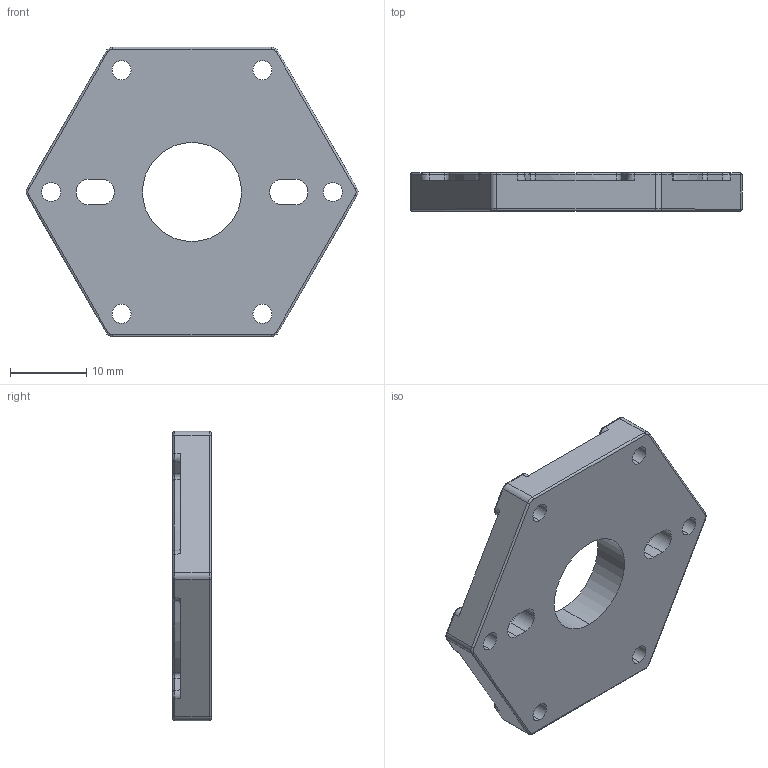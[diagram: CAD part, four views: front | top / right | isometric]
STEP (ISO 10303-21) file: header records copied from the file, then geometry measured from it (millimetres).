
FILE_DESCRIPTION (( 'STEP AP203' ), '1' );
FILE_NAME ('REV-41-1607.STEP', '2019-08-05T21:57:31', ( '' ), ( '' ), 'SwSTEP 2.0', 'SolidWorks 2018', '' );
FILE_SCHEMA (( 'CONFIG_CONTROL_DESIGN' ));
Length unit declared in the file: millimetre
Products named in the file (1): REV-41-1607
Bounding box: 43.57 x 5 x 38 mm (x, y, z)
Volume: 4969.6 mm3; surface area: 3383.8 mm2
Topology: 1 solids, 1 shells, 169 faces, 423 edges, 258 vertices
Faces by surface type: cylinder 72, plane 36, bspline 36, torus 19, cone 6
Entity records: 5703 total; most frequent: CARTESIAN_POINT 1823, ORIENTED_EDGE 846, DIRECTION 752, EDGE_CURVE 423, AXIS2_PLACEMENT_3D 295, VERTEX_POINT 258, EDGE_LOOP 189, FACE_OUTER_BOUND 169
